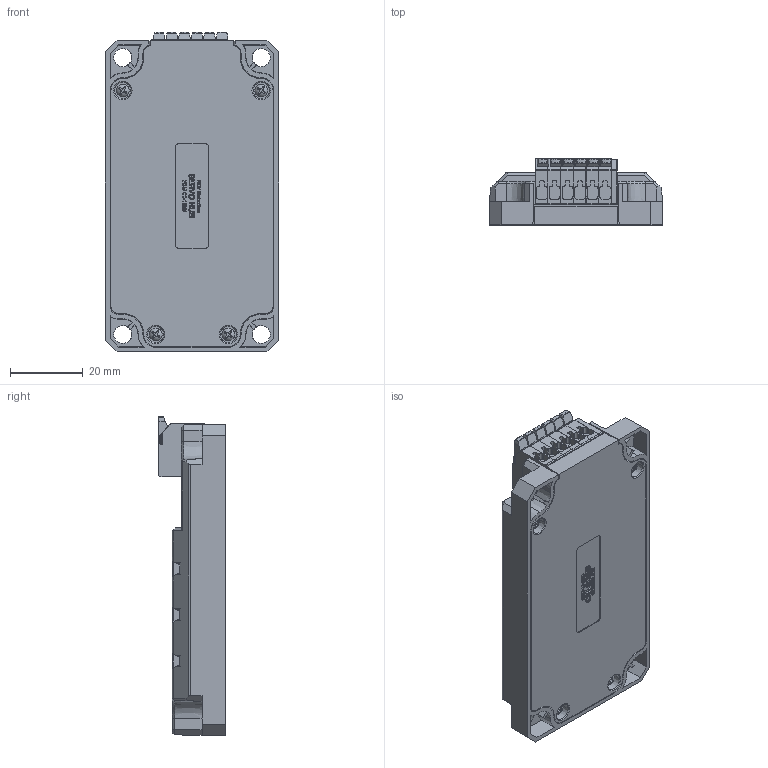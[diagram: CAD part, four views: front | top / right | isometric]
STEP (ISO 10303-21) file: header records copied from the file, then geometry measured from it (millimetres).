
FILE_DESCRIPTION (( 'STEP AP203' ), '1' );
FILE_NAME ('REV-11-1855.STEP', '2024-12-05T18:54:14', ( '' ), ( '' ), 'SwSTEP 2.0', 'SolidWorks 2022', '' );
FILE_SCHEMA (( 'CONFIG_CONTROL_DESIGN' ));
Products named in the file (1): REV-11-1855
Bounding box: 47.62 x 18.22 x 87.94 mm (x, y, z)
Volume: 25956.8 mm3; surface area: 42356.9 mm2
Topology: 95 solids, 95 shells, 5416 faces, 14772 edges, 9686 vertices
Faces by surface type: plane 3320, bspline 868, cylinder 820, cone 384, torus 16, sphere 8
Entity records: 189435 total; most frequent: CARTESIAN_POINT 58549, ORIENTED_EDGE 29544, DIRECTION 23155, EDGE_CURVE 14772, VECTOR 10229, LINE 10229, VERTEX_POINT 9686, AXIS2_PLACEMENT_3D 6463
